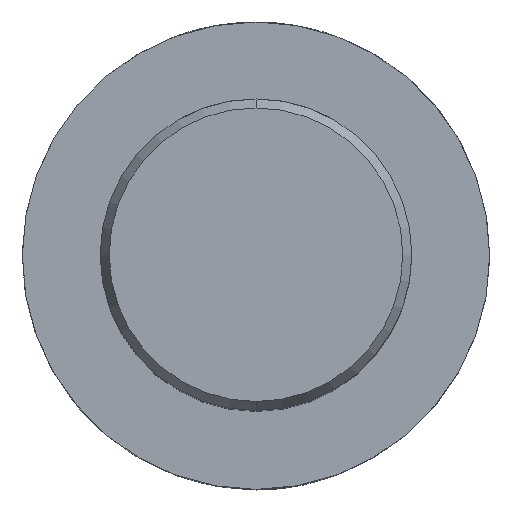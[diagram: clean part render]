
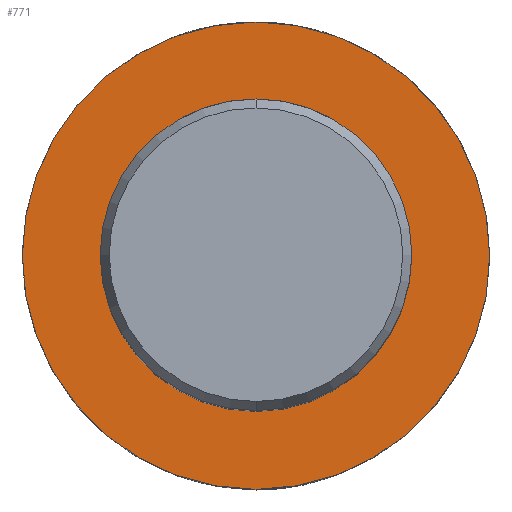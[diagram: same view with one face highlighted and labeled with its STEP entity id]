
A CAD part, top view. The second image highlights one B-rep face of the part: STEP entity #771.
In plain terms, the highlighted planar face has unit normal (0, 0, 1).
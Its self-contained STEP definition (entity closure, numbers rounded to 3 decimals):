
#465=EDGE_CURVE('',#649,#785,#1273,.T.);
#497=EDGE_CURVE('',#695,#833,#1307,.T.);
#649=VERTEX_POINT('',#1468);
#695=VERTEX_POINT('',#1514);
#771=ADVANCED_FACE('',(#1601,#1602),#1603,.T.);
#785=VERTEX_POINT('',#1618);
#833=VERTEX_POINT('',#1672);
#1065=EDGE_CURVE('',#833,#695,#1925,.T.);
#1103=EDGE_CURVE('',#785,#649,#1969,.T.);
#1273=CIRCLE('',#2498,20.0);
#1307=CIRCLE('',#2576,30.0);
#1468=CARTESIAN_POINT('',(0.,-20.0,-70.0));
#1514=CARTESIAN_POINT('',(0.,-30.0,-70.0));
#1601=FACE_BOUND('',#3508,.T.);
#1602=FACE_OUTER_BOUND('',#3509,.T.);
#1603=PLANE('',#3510);
#1618=CARTESIAN_POINT('',(0.0,20.0,-70.0));
#1672=CARTESIAN_POINT('',(0.0,30.0,-70.0));
#1925=CIRCLE('',#4700,30.0);
#1969=CIRCLE('',#5085,20.0);
#2498=AXIS2_PLACEMENT_3D('',#5732,#5733,#5734);
#2576=AXIS2_PLACEMENT_3D('',#5766,#5767,#5768);
#3508=EDGE_LOOP('',(#6039,#6040));
#3509=EDGE_LOOP('',(#6041,#6042));
#3510=AXIS2_PLACEMENT_3D('',#6043,#6044,#6045);
#4700=AXIS2_PLACEMENT_3D('',#6398,#6399,#6400);
#5085=AXIS2_PLACEMENT_3D('',#6468,#6469,#6470);
#5732=CARTESIAN_POINT('',(0.0,0.0,-70.0));
#5733=DIRECTION('',(-0.0,0.0,-1.0));
#5734=DIRECTION('',(0.0,1.0,0.0));
#5766=CARTESIAN_POINT('',(0.0,0.0,-70.0));
#5767=DIRECTION('',(0.0,0.0,-1.0));
#5768=DIRECTION('',(0.0,1.0,0.0));
#6039=ORIENTED_EDGE('',*,*,#1103,.T.);
#6040=ORIENTED_EDGE('',*,*,#465,.T.);
#6041=ORIENTED_EDGE('',*,*,#1065,.F.);
#6042=ORIENTED_EDGE('',*,*,#497,.F.);
#6043=CARTESIAN_POINT('',(0.0,15.0,-70.0));
#6044=DIRECTION('',(-0.0,0.0,1.0));
#6045=DIRECTION('',(0.0,-1.0,0.0));
#6398=CARTESIAN_POINT('',(0.0,0.0,-70.0));
#6399=DIRECTION('',(0.0,0.0,-1.0));
#6400=DIRECTION('',(0.0,1.0,0.0));
#6468=CARTESIAN_POINT('',(0.0,0.0,-70.0));
#6469=DIRECTION('',(-0.0,0.0,-1.0));
#6470=DIRECTION('',(0.0,1.0,0.0));
